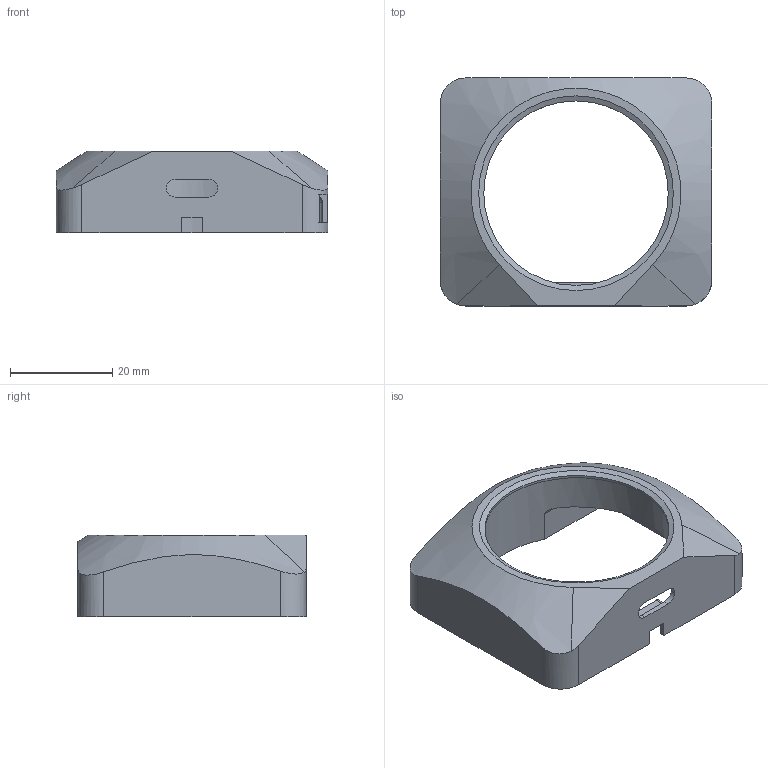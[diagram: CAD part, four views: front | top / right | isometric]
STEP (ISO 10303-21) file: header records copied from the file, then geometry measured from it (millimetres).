
FILE_DESCRIPTION(/* description */ ('STEP AP242','CAx-IF Rec.Pracs.---Representation and Presentation of Product Manufacturing Information (PMI)---4.0---2014-10-13','CAx-IF Rec.Pracs.---3D Tessellated Geometry---0.4---2014-09-14','2;1'),/* implementation_level */ '2;1');
FILE_NAME(/* name */ '66085201043b0729f1ae0149',/* time_stamp */ '2024-03-30T17:55:13Z',/* author */ (''),/* organization */ (''),/* preprocessor_version */ 'ST-DEVELOPER v19.4',/* originating_system */ ' ',/* authorisation */ ' ');
FILE_SCHEMA (('AP242_MANAGED_MODEL_BASED_3D_ENGINEERING_MIM_LF { 1 0 10303 442 1 1 4 }'));
Length unit declared in the file: metre
Products named in the file (1): Top
Bounding box: 53 x 44.5 x 16 mm (x, y, z)
Volume: 10299.5 mm3; surface area: 7545.5 mm2
Topology: 1 solids, 1 shells, 77 faces, 220 edges, 141 vertices
Faces by surface type: plane 40, cylinder 28, cone 6, sphere 3
Full cylindrical faces by diameter (mm): 1.1 x4, 36 x1
Entity records: 2450 total; most frequent: CARTESIAN_POINT 471, DIRECTION 406, ORIENTED_EDGE 398, EDGE_CURVE 199, AXIS2_PLACEMENT_3D 138, VERTEX_POINT 137, LINE 130, VECTOR 130
